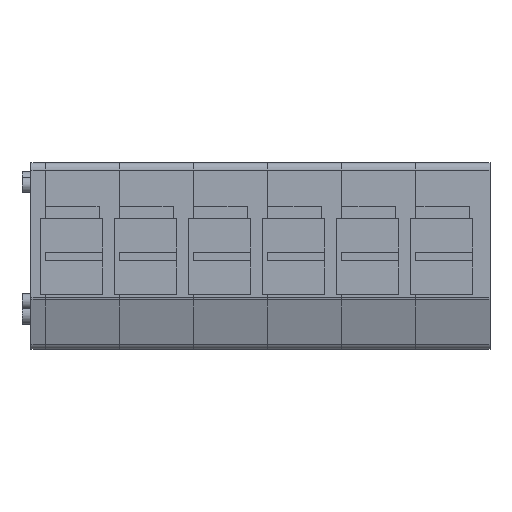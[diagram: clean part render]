
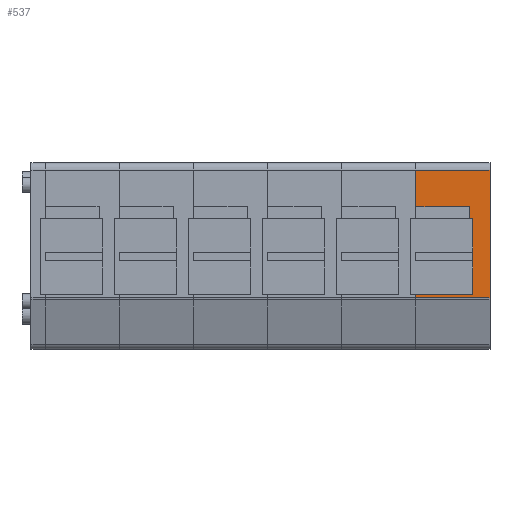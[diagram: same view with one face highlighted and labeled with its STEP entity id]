
A CAD part, top view. The second image highlights one B-rep face of the part: STEP entity #537.
In plain terms, the highlighted planar face has unit normal (0, 0, 1).
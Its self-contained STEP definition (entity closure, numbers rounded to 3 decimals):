
#537 = ADVANCED_FACE( '', ( #1120 ), #1121, .F. );
#1120 = FACE_OUTER_BOUND( '', #1825, .T. );
#1121 = PLANE( '', #1826 );
#1825 = EDGE_LOOP( '', ( #2904, #2905, #2906, #2907, #2908, #2909, #2910, #2911 ) );
#1826 = AXIS2_PLACEMENT_3D( '', #2912, #2913, #2914 );
#2904 = ORIENTED_EDGE( '', *, *, #4648, .T. );
#2905 = ORIENTED_EDGE( '', *, *, #4531, .T. );
#2906 = ORIENTED_EDGE( '', *, *, #4649, .F. );
#2907 = ORIENTED_EDGE( '', *, *, #4650, .T. );
#2908 = ORIENTED_EDGE( '', *, *, #4651, .T. );
#2909 = ORIENTED_EDGE( '', *, *, #4652, .F. );
#2910 = ORIENTED_EDGE( '', *, *, #4653, .F. );
#2911 = ORIENTED_EDGE( '', *, *, #4654, .T. );
#2912 = CARTESIAN_POINT( '', ( 2.5, 4.6, 4.55 ) );
#2913 = DIRECTION( '', ( 0., 0., -1. ) );
#2914 = DIRECTION( '', ( -1., 0., 0. ) );
#4531 = EDGE_CURVE( '', #5480, #5478, #5481, .F. );
#4648 = EDGE_CURVE( '', #5665, #5480, #5666, .T. );
#4649 = EDGE_CURVE( '', #5667, #5478, #5668, .T. );
#4650 = EDGE_CURVE( '', #5667, #5669, #5670, .T. );
#4651 = EDGE_CURVE( '', #5669, #5671, #5672, .T. );
#4652 = EDGE_CURVE( '', #5673, #5671, #5674, .T. );
#4653 = EDGE_CURVE( '', #5675, #5673, #5676, .T. );
#4654 = EDGE_CURVE( '', #5675, #5665, #5677, .T. );
#5478 = VERTEX_POINT( '', #6802 );
#5480 = VERTEX_POINT( '', #6804 );
#5481 = LINE( '', #6805, #6806 );
#5665 = VERTEX_POINT( '', #7072 );
#5666 = LINE( '', #7073, #7074 );
#5667 = VERTEX_POINT( '', #7075 );
#5668 = LINE( '', #7076, #7077 );
#5669 = VERTEX_POINT( '', #7078 );
#5670 = LINE( '', #7079, #7080 );
#5671 = VERTEX_POINT( '', #7081 );
#5672 = LINE( '', #7082, #7083 );
#5673 = VERTEX_POINT( '', #7084 );
#5674 = LINE( '', #7085, #7086 );
#5675 = VERTEX_POINT( '', #7087 );
#5676 = LINE( '', #7088, #7089 );
#5677 = LINE( '', #7090, #7091 );
#6802 = CARTESIAN_POINT( '', ( 2.5, -4.521, 4.55 ) );
#6804 = CARTESIAN_POINT( '', ( -2.5, -4.521, 4.55 ) );
#6805 = CARTESIAN_POINT( '', ( 2.5, -4.521, 4.55 ) );
#6806 = VECTOR( '', #8160, 1000. );
#7072 = CARTESIAN_POINT( '', ( -2.5, -3.2, 4.55 ) );
#7073 = CARTESIAN_POINT( '', ( -2.5, 4.6, 4.55 ) );
#7074 = VECTOR( '', #8258, 1000. );
#7075 = CARTESIAN_POINT( '', ( 2.5, 4.1, 4.55 ) );
#7076 = CARTESIAN_POINT( '', ( 2.5, 4.6, 4.55 ) );
#7077 = VECTOR( '', #8259, 1000. );
#7078 = CARTESIAN_POINT( '', ( -2.5, 4.1, 4.55 ) );
#7079 = CARTESIAN_POINT( '', ( 2.5, 4.1, 4.55 ) );
#7080 = VECTOR( '', #8260, 1000. );
#7081 = CARTESIAN_POINT( '', ( -2.5, 1.6, 4.55 ) );
#7082 = CARTESIAN_POINT( '', ( -2.5, 4.6, 4.55 ) );
#7083 = VECTOR( '', #8261, 1000. );
#7084 = CARTESIAN_POINT( '', ( 1.1, 1.6, 4.55 ) );
#7085 = CARTESIAN_POINT( '', ( 1.1, 1.6, 4.55 ) );
#7086 = VECTOR( '', #8262, 1000. );
#7087 = CARTESIAN_POINT( '', ( 1.1, -3.2, 4.55 ) );
#7088 = CARTESIAN_POINT( '', ( 1.1, -3.2, 4.55 ) );
#7089 = VECTOR( '', #8263, 1000. );
#7090 = CARTESIAN_POINT( '', ( 1.1, -3.2, 4.55 ) );
#7091 = VECTOR( '', #8264, 1000. );
#8160 = DIRECTION( '', ( -1., 0., 0. ) );
#8258 = DIRECTION( '', ( 0., -1., 0. ) );
#8259 = DIRECTION( '', ( 0., -1., 0. ) );
#8260 = DIRECTION( '', ( -1., 0., 0. ) );
#8261 = DIRECTION( '', ( 0., -1., 0. ) );
#8262 = DIRECTION( '', ( -1., 0., 0. ) );
#8263 = DIRECTION( '', ( 0., 1., 0. ) );
#8264 = DIRECTION( '', ( -1., 0., 0. ) );
